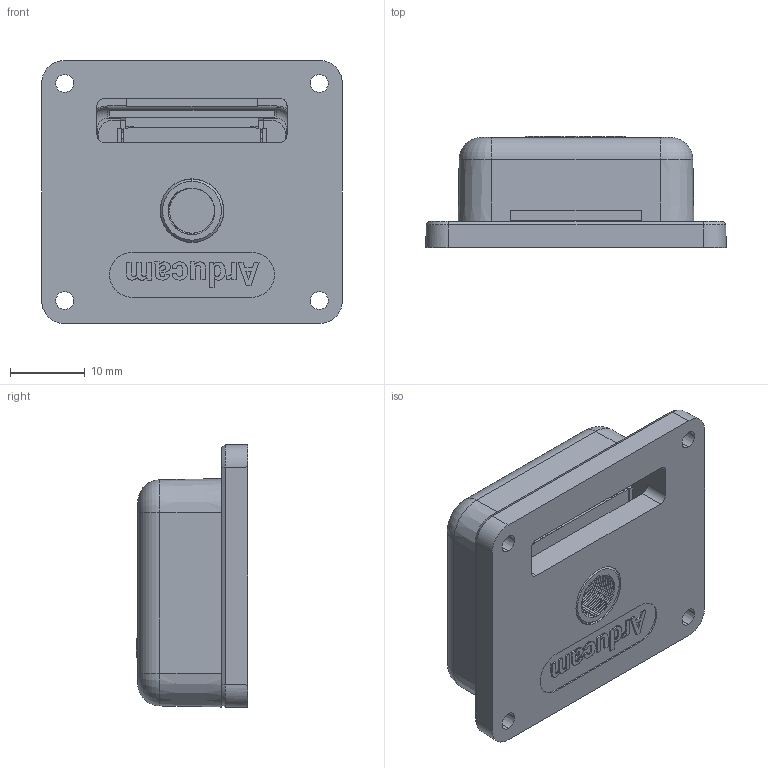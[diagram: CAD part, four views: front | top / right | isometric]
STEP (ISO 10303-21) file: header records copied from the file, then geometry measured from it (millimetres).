
FILE_DESCRIPTION (( 'STEP AP214' ), '1' );
FILE_NAME ('519 V3.STEP', '2022-01-07T03:36:24', ( '' ), ( '' ), 'SwSTEP 2.0', 'SolidWorks 2021', '' );
FILE_SCHEMA (( 'AUTOMOTIVE_DESIGN' ));
Length unit declared in the file: millimetre
Products named in the file (6): 519 V3 俋褲奻裔1; 519 V3; UC-873; 219 V3 俋褲(new); 219 V3 俋褲蹟恇諳; 1.8蹟佪
Assembly tree (8 placements, depth 2):
  519 V3
    219 V3 俋褲(new)
    219 V3 俋褲蹟恇諳
    519 V3 俋褲奻裔1
    UC-873
    1.8蹟佪  x4
Bounding box: 40.12 x 14.9 x 35.12 mm (x, y, z)
Volume: 9302.7 mm3; surface area: 12257.3 mm2
Topology: 75 solids, 75 shells, 3197 faces, 8399 edges, 5258 vertices
Faces by surface type: plane 1792, bspline 596, cylinder 574, sphere 128, cone 79, torus 28
Entity records: 160973 total; most frequent: CARTESIAN_POINT 62668, ORIENTED_EDGE 15766, DIRECTION 12642, EDGE_CURVE 7883, VECTOR 5504, LINE 5504, VERTEX_POINT 5018, AXIS2_PLACEMENT_3D 3569
